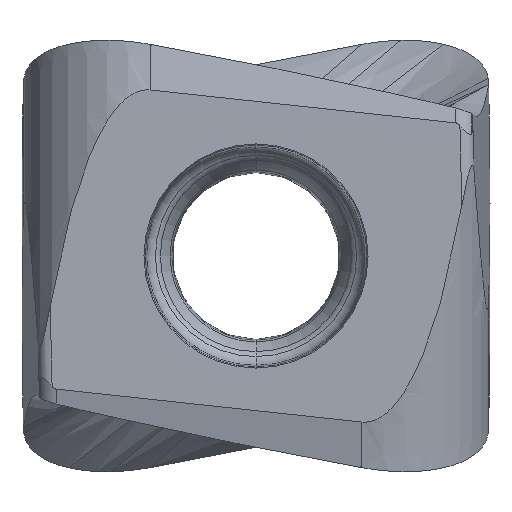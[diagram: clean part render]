
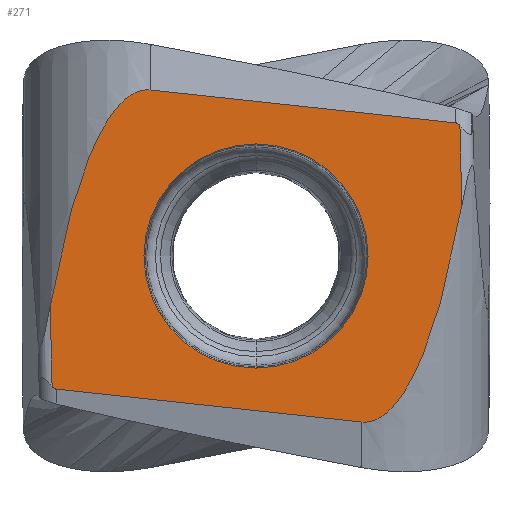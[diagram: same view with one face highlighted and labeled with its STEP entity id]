
A CAD part, front view. The second image highlights one B-rep face of the part: STEP entity #271.
In plain terms, the highlighted planar face has unit normal (0, -1, 0).
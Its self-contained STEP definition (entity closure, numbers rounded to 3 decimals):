
#65=FACE_BOUND('',#556,.T.);
#66=FACE_BOUND('',#557,.T.);
#271=ADVANCED_FACE('',(#65,#66),#306,.T.);
#306=PLANE('',#2585);
#556=EDGE_LOOP('',(#1427,#1428,#1429,#1430,#1431,#1432,#1433,#1434));
#557=EDGE_LOOP('',(#1435,#1436,#1437,#1438));
#609=LINE('',#5750,#720);
#623=LINE('',#5996,#736);
#677=LINE('',#8803,#794);
#678=LINE('',#8804,#795);
#720=VECTOR('',#2670,1.);
#736=VECTOR('',#2702,1.);
#794=VECTOR('',#2976,1.);
#795=VECTOR('',#2977,1.);
#1427=ORIENTED_EDGE('',*,*,#2052,.F.);
#1428=ORIENTED_EDGE('',*,*,#1851,.F.);
#1429=ORIENTED_EDGE('',*,*,#1855,.T.);
#1430=ORIENTED_EDGE('',*,*,#1862,.T.);
#1431=ORIENTED_EDGE('',*,*,#2053,.F.);
#1432=ORIENTED_EDGE('',*,*,#1827,.F.);
#1433=ORIENTED_EDGE('',*,*,#1830,.T.);
#1434=ORIENTED_EDGE('',*,*,#1834,.T.);
#1435=ORIENTED_EDGE('',*,*,#2050,.T.);
#1436=ORIENTED_EDGE('',*,*,#2048,.T.);
#1437=ORIENTED_EDGE('',*,*,#2047,.F.);
#1438=ORIENTED_EDGE('',*,*,#2051,.F.);
#1573=VERTEX_POINT('',#5725);
#1574=VERTEX_POINT('',#5726);
#1575=VERTEX_POINT('',#5751);
#1578=VERTEX_POINT('',#5840);
#1589=VERTEX_POINT('',#5957);
#1590=VERTEX_POINT('',#5958);
#1592=VERTEX_POINT('',#5997);
#1597=VERTEX_POINT('',#6077);
#1707=VERTEX_POINT('',#8792);
#1708=VERTEX_POINT('',#8794);
#1709=VERTEX_POINT('',#8796);
#1710=VERTEX_POINT('',#8800);
#1827=EDGE_CURVE('',#1573,#1574,#2160,.T.);
#1830=EDGE_CURVE('',#1573,#1575,#609,.T.);
#1834=EDGE_CURVE('',#1575,#1578,#2164,.T.);
#1851=EDGE_CURVE('',#1589,#1590,#2170,.T.);
#1855=EDGE_CURVE('',#1589,#1592,#623,.T.);
#1862=EDGE_CURVE('',#1592,#1597,#2178,.T.);
#2047=EDGE_CURVE('',#1707,#1708,#2377,.T.);
#2048=EDGE_CURVE('',#1709,#1708,#2378,.T.);
#2050=EDGE_CURVE('',#1710,#1709,#2380,.T.);
#2051=EDGE_CURVE('',#1710,#1707,#2381,.T.);
#2052=EDGE_CURVE('',#1590,#1578,#677,.T.);
#2053=EDGE_CURVE('',#1574,#1597,#678,.T.);
#2160=B_SPLINE_CURVE_WITH_KNOTS('',3,(#5715,#5716,#5717,#5718,#5719,#5720,
#5721,#5722,#5723,#5724),.UNSPECIFIED.,.F.,.F.,(4,1,1,1,1,1,1,4),(0.,0.143,
0.286,0.429,0.571,0.714,0.857,
1.),.UNSPECIFIED.);
#2164=B_SPLINE_CURVE_WITH_KNOTS('',3,(#5841,#5842,#5843,#5844,#5845,#5846,
#5847,#5848,#5849,#5850),.UNSPECIFIED.,.F.,.F.,(4,2,2,2,4),(0.,0.125,0.25,
0.5,1.),.UNSPECIFIED.);
#2170=B_SPLINE_CURVE_WITH_KNOTS('',3,(#5947,#5948,#5949,#5950,#5951,#5952,
#5953,#5954,#5955,#5956),.UNSPECIFIED.,.F.,.F.,(4,1,1,1,1,1,1,4),(0.,0.143,
0.286,0.429,0.571,0.714,0.857,
1.),.UNSPECIFIED.);
#2178=B_SPLINE_CURVE_WITH_KNOTS('',3,(#6078,#6079,#6080,#6081,#6082,#6083,
#6084,#6085,#6086,#6087),.UNSPECIFIED.,.F.,.F.,(4,2,2,2,4),(0.,0.125,0.25,
0.5,1.),.UNSPECIFIED.);
#2377=CIRCLE('',#2578,2.988);
#2378=CIRCLE('',#2579,2.988);
#2380=CIRCLE('',#2582,2.988);
#2381=CIRCLE('',#2583,2.988);
#2578=AXIS2_PLACEMENT_3D('',#8793,#2962,#2963);
#2579=AXIS2_PLACEMENT_3D('',#8795,#2964,#2965);
#2582=AXIS2_PLACEMENT_3D('',#8799,#2970,#2971);
#2583=AXIS2_PLACEMENT_3D('',#8801,#2972,#2973);
#2585=AXIS2_PLACEMENT_3D('',#8805,#2978,#2979);
#2670=DIRECTION('',(-0.994,0.,0.107));
#2702=DIRECTION('',(0.994,0.,-0.107));
#2962=DIRECTION('',(0.,-1.,0.));
#2963=DIRECTION('',(0.005,0.,1.));
#2964=DIRECTION('',(0.,1.,0.));
#2965=DIRECTION('',(0.005,0.,1.));
#2970=DIRECTION('',(0.,1.,0.));
#2971=DIRECTION('',(-0.005,0.,-1.));
#2972=DIRECTION('',(0.,-1.,0.));
#2973=DIRECTION('',(-0.005,0.,-1.));
#2976=DIRECTION('',(-0.024,0.,1.));
#2977=DIRECTION('',(0.024,0.,-1.));
#2978=DIRECTION('',(0.,-1.,0.));
#2979=DIRECTION('',(1.,0.,0.024));
#5715=CARTESIAN_POINT('',(5.32,0.,3.55));
#5716=CARTESIAN_POINT('',(5.325,0.,3.549));
#5717=CARTESIAN_POINT('',(5.334,0.,3.547));
#5718=CARTESIAN_POINT('',(5.349,0.,3.543));
#5719=CARTESIAN_POINT('',(5.365,0.,3.536));
#5720=CARTESIAN_POINT('',(5.382,0.,3.526));
#5721=CARTESIAN_POINT('',(5.4,0.,3.513));
#5722=CARTESIAN_POINT('',(5.418,0.,3.496));
#5723=CARTESIAN_POINT('',(5.431,0.,3.482));
#5724=CARTESIAN_POINT('',(5.437,0.,3.475));
#5725=CARTESIAN_POINT('',(5.32,0.,3.55));
#5726=CARTESIAN_POINT('',(5.437,0.,3.475));
#5750=CARTESIAN_POINT('',(5.32,0.,3.55));
#5751=CARTESIAN_POINT('',(-2.825,0.,4.426));
#5840=CARTESIAN_POINT('',(-5.488,0.,-1.343));
#5841=CARTESIAN_POINT('',(-2.825,0.,4.426));
#5842=CARTESIAN_POINT('',(-3.108,0.,4.457));
#5843=CARTESIAN_POINT('',(-3.374,0.,4.298));
#5844=CARTESIAN_POINT('',(-3.775,0.,3.906));
#5845=CARTESIAN_POINT('',(-3.932,0.,3.67));
#5846=CARTESIAN_POINT('',(-4.344,0.,2.945));
#5847=CARTESIAN_POINT('',(-4.545,0.,2.419));
#5848=CARTESIAN_POINT('',(-5.065,0.,0.837));
#5849=CARTESIAN_POINT('',(-5.297,0.,-0.247));
#5850=CARTESIAN_POINT('',(-5.488,0.,-1.343));
#5947=CARTESIAN_POINT('',(-5.32,0.,-3.55));
#5948=CARTESIAN_POINT('',(-5.325,0.,-3.549));
#5949=CARTESIAN_POINT('',(-5.334,0.,-3.547));
#5950=CARTESIAN_POINT('',(-5.349,0.,-3.543));
#5951=CARTESIAN_POINT('',(-5.365,0.,-3.536));
#5952=CARTESIAN_POINT('',(-5.382,0.,-3.526));
#5953=CARTESIAN_POINT('',(-5.4,0.,-3.513));
#5954=CARTESIAN_POINT('',(-5.418,0.,-3.496));
#5955=CARTESIAN_POINT('',(-5.431,0.,-3.482));
#5956=CARTESIAN_POINT('',(-5.437,0.,-3.475));
#5957=CARTESIAN_POINT('',(-5.32,0.,-3.55));
#5958=CARTESIAN_POINT('',(-5.437,0.,-3.475));
#5996=CARTESIAN_POINT('',(-5.32,0.,-3.55));
#5997=CARTESIAN_POINT('',(2.825,0.,-4.426));
#6077=CARTESIAN_POINT('',(5.488,0.,1.343));
#6078=CARTESIAN_POINT('',(2.825,0.,-4.426));
#6079=CARTESIAN_POINT('',(3.108,0.,-4.457));
#6080=CARTESIAN_POINT('',(3.374,0.,-4.298));
#6081=CARTESIAN_POINT('',(3.775,0.,-3.906));
#6082=CARTESIAN_POINT('',(3.932,0.,-3.67));
#6083=CARTESIAN_POINT('',(4.344,0.,-2.945));
#6084=CARTESIAN_POINT('',(4.545,0.,-2.419));
#6085=CARTESIAN_POINT('',(5.065,0.,-0.837));
#6086=CARTESIAN_POINT('',(5.297,0.,0.247));
#6087=CARTESIAN_POINT('',(5.488,0.,1.343));
#8792=CARTESIAN_POINT('',(0.,0.,-2.988));
#8793=CARTESIAN_POINT('',(0.,0.,0.));
#8794=CARTESIAN_POINT('',(0.016,0.,2.988));
#8795=CARTESIAN_POINT('',(0.,0.,0.));
#8796=CARTESIAN_POINT('',(0.,0.,2.988));
#8799=CARTESIAN_POINT('',(0.,0.,0.));
#8800=CARTESIAN_POINT('',(-0.016,0.,-2.988));
#8801=CARTESIAN_POINT('',(0.,0.,0.));
#8803=CARTESIAN_POINT('',(-5.437,0.,-3.475));
#8804=CARTESIAN_POINT('',(5.437,0.,3.475));
#8805=CARTESIAN_POINT('',(-5.351,0.,-7.129));
